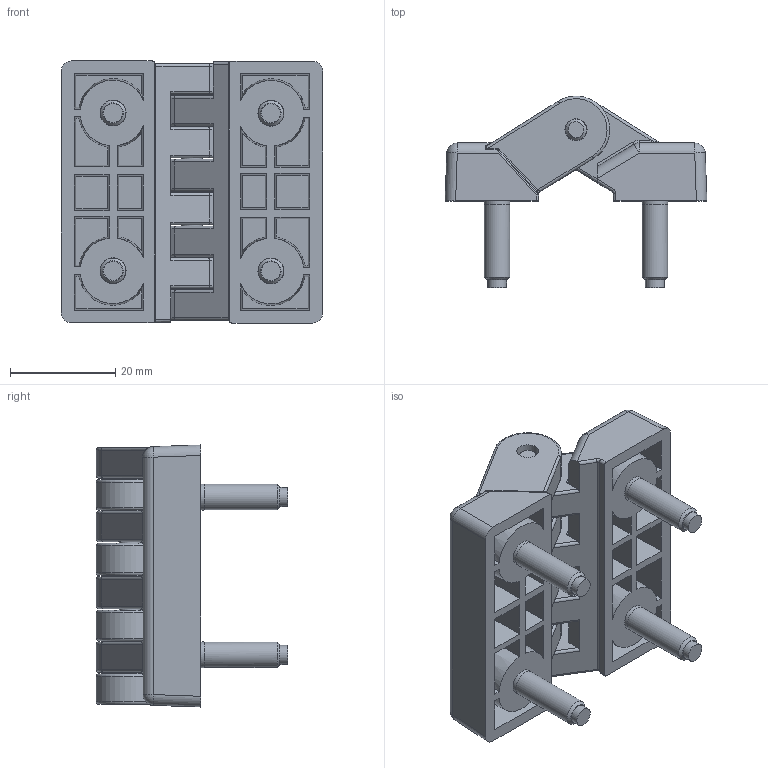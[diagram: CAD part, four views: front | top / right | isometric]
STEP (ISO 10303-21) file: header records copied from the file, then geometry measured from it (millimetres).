
FILE_DESCRIPTION(('STEP AP203'),'1');
FILE_NAME('1199.2.0.1.step','2015-05-25T08:14:36',(' '),(' '),'Spatial InterOp 3D',' ',' ');
FILE_SCHEMA(('CONFIG_CONTROL_DESIGN'));
Length unit declared in the file: millimetre
Products named in the file (3): 1; 2; 3
Bounding box: 49.77 x 36.39 x 49.82 mm (x, y, z)
Volume: 25417.3 mm3; surface area: 16269.5 mm2
Topology: 3 solids, 3 shells, 399 faces, 964 edges, 597 vertices
Faces by surface type: plane 184, cylinder 125, bspline 30, torus 30, cone 22, sphere 8
Full cylindrical faces by diameter (mm): 3.6 x4, 4 x1, 4.2 x8, 4.85 x4
Entity records: 13566 total; most frequent: CARTESIAN_POINT 4148, DIRECTION 1986, ORIENTED_EDGE 1866, EDGE_CURVE 933, AXIS2_PLACEMENT_3D 719, VERTEX_POINT 593, LINE 548, VECTOR 548
